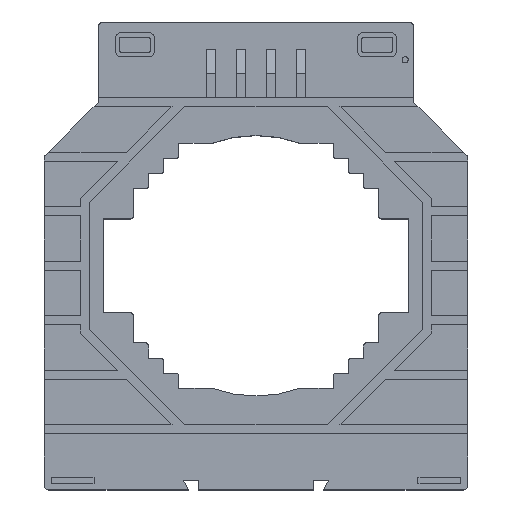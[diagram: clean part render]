
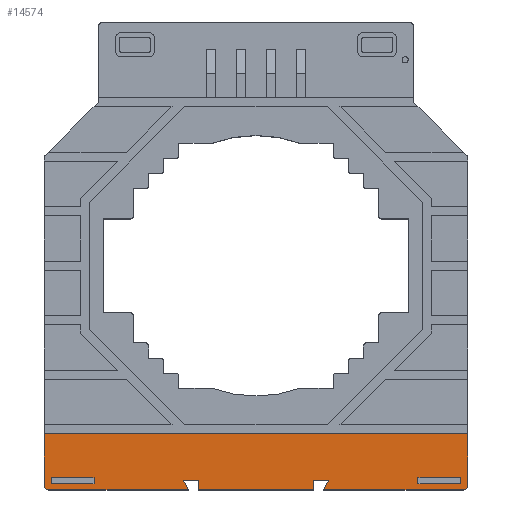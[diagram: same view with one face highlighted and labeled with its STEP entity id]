
A CAD part, top view. The second image highlights one B-rep face of the part: STEP entity #14574.
In plain terms, the highlighted planar face has unit normal (0, 0, 1).
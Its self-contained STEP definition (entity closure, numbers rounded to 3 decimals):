
#8693=CARTESIAN_POINT('',(68.501,0.0,18.5));
#8694=VERTEX_POINT('',#8693);
#8701=CARTESIAN_POINT('',(22.269,0.0,18.5));
#8702=VERTEX_POINT('',#8701);
#8703=CARTESIAN_POINT('',(68.501,0.0,18.5));
#8704=DIRECTION('',(-1.0,0.0,0.0));
#8705=VECTOR('',#8704,46.232);
#8706=LINE('',#8703,#8705);
#8707=EDGE_CURVE('',#8694,#8702,#8706,.T.);
#8724=CARTESIAN_POINT('',(70.001,1.501,18.5));
#8725=VERTEX_POINT('',#8724);
#8732=CARTESIAN_POINT('',(68.5,1.501,18.5));
#8733=DIRECTION('',(0.0,0.0,-1.0));
#8734=DIRECTION('',(0.707,-0.707,0.0));
#8735=AXIS2_PLACEMENT_3D('',#8732,#8733,#8734);
#8736=CIRCLE('',#8735,1.501);
#8737=EDGE_CURVE('',#8725,#8694,#8736,.T.);
#9085=CARTESIAN_POINT('',(70.001,18.5,18.5));
#9086=VERTEX_POINT('',#9085);
#9093=CARTESIAN_POINT('',(70.001,18.5,18.5));
#9094=DIRECTION('',(0.0,-1.0,0.0));
#9095=VECTOR('',#9094,16.999);
#9096=LINE('',#9093,#9095);
#9097=EDGE_CURVE('',#9086,#8725,#9096,.T.);
#11487=CARTESIAN_POINT('',(-70.,1.499,18.5));
#11488=VERTEX_POINT('',#11487);
#11495=CARTESIAN_POINT('',(-70.,18.5,18.5));
#11496=VERTEX_POINT('',#11495);
#11497=CARTESIAN_POINT('',(-70.,1.499,18.5));
#11498=DIRECTION('',(0.0,1.0,0.0));
#11499=VECTOR('',#11498,17.001);
#11500=LINE('',#11497,#11499);
#11501=EDGE_CURVE('',#11488,#11496,#11500,.T.);
#12757=CARTESIAN_POINT('',(53.5,4.,18.5));
#12758=VERTEX_POINT('',#12757);
#12765=CARTESIAN_POINT('',(53.5,2.001,18.5));
#12766=VERTEX_POINT('',#12765);
#12767=CARTESIAN_POINT('',(53.5,2.001,18.5));
#12768=DIRECTION('',(0.0,1.0,0.0));
#12769=VECTOR('',#12768,2.);
#12770=LINE('',#12767,#12769);
#12771=EDGE_CURVE('',#12766,#12758,#12770,.T.);
#12796=CARTESIAN_POINT('',(67.5,2.001,18.5));
#12797=VERTEX_POINT('',#12796);
#12798=CARTESIAN_POINT('',(67.5,2.001,18.5));
#12799=DIRECTION('',(-1.0,0.0,0.0));
#12800=VECTOR('',#12799,13.999);
#12801=LINE('',#12798,#12800);
#12802=EDGE_CURVE('',#12797,#12766,#12801,.T.);
#12827=CARTESIAN_POINT('',(67.5,4.,18.5));
#12828=VERTEX_POINT('',#12827);
#12829=CARTESIAN_POINT('',(67.5,4.,18.5));
#12830=DIRECTION('',(0.0,-1.0,0.0));
#12831=VECTOR('',#12830,2.);
#12832=LINE('',#12829,#12831);
#12833=EDGE_CURVE('',#12828,#12797,#12832,.T.);
#12856=CARTESIAN_POINT('',(53.5,4.,18.5));
#12857=DIRECTION('',(1.0,0.0,0.0));
#12858=VECTOR('',#12857,13.999);
#12859=LINE('',#12856,#12858);
#12860=EDGE_CURVE('',#12758,#12828,#12859,.T.);
#12893=CARTESIAN_POINT('',(-67.499,4.,18.5));
#12894=VERTEX_POINT('',#12893);
#12901=CARTESIAN_POINT('',(-67.499,2.001,18.5));
#12902=VERTEX_POINT('',#12901);
#12903=CARTESIAN_POINT('',(-67.499,2.001,18.5));
#12904=DIRECTION('',(0.0,1.0,0.0));
#12905=VECTOR('',#12904,2.);
#12906=LINE('',#12903,#12905);
#12907=EDGE_CURVE('',#12902,#12894,#12906,.T.);
#12932=CARTESIAN_POINT('',(-53.5,2.001,18.5));
#12933=VERTEX_POINT('',#12932);
#12934=CARTESIAN_POINT('',(-53.5,2.001,18.5));
#12935=DIRECTION('',(-1.0,0.0,0.0));
#12936=VECTOR('',#12935,13.999);
#12937=LINE('',#12934,#12936);
#12938=EDGE_CURVE('',#12933,#12902,#12937,.T.);
#12963=CARTESIAN_POINT('',(-53.5,4.,18.5));
#12964=VERTEX_POINT('',#12963);
#12965=CARTESIAN_POINT('',(-53.5,4.,18.5));
#12966=DIRECTION('',(0.0,-1.0,0.0));
#12967=VECTOR('',#12966,2.);
#12968=LINE('',#12965,#12967);
#12969=EDGE_CURVE('',#12964,#12933,#12968,.T.);
#12992=CARTESIAN_POINT('',(-67.499,4.,18.5));
#12993=DIRECTION('',(1.0,0.0,0.0));
#12994=VECTOR('',#12993,13.999);
#12995=LINE('',#12992,#12994);
#12996=EDGE_CURVE('',#12894,#12964,#12995,.T.);
#13720=CARTESIAN_POINT('',(70.001,18.5,18.5));
#13721=DIRECTION('',(-1.0,0.0,0.0));
#13722=VECTOR('',#13721,140.001);
#13723=LINE('',#13720,#13722);
#13724=EDGE_CURVE('',#9086,#11496,#13723,.T.);
#14479=CARTESIAN_POINT('',(0.,71.427,18.5));
#14480=DIRECTION('',(0.0,0.0,1.0));
#14481=DIRECTION('',(1.0,0.0,0.0));
#14482=AXIS2_PLACEMENT_3D('',#14479,#14480,#14481);
#14483=PLANE('',#14482);
#14484=ORIENTED_EDGE('',*,*,#13724,.T.);
#14485=ORIENTED_EDGE('',*,*,#11501,.F.);
#14486=CARTESIAN_POINT('',(-68.5,0.0,18.5));
#14487=VERTEX_POINT('',#14486);
#14488=CARTESIAN_POINT('',(-68.5,1.5,18.5));
#14489=DIRECTION('',(0.0,0.0,-1.0));
#14490=DIRECTION('',(-0.707,-0.707,0.0));
#14491=AXIS2_PLACEMENT_3D('',#14488,#14489,#14490);
#14492=CIRCLE('',#14491,1.5);
#14493=EDGE_CURVE('',#14487,#11488,#14492,.T.);
#14494=ORIENTED_EDGE('',*,*,#14493,.F.);
#14495=CARTESIAN_POINT('',(-22.268,0.0,18.5));
#14496=VERTEX_POINT('',#14495);
#14497=CARTESIAN_POINT('',(-22.268,0.0,18.5));
#14498=DIRECTION('',(-1.0,0.0,0.0));
#14499=VECTOR('',#14498,46.232);
#14500=LINE('',#14497,#14499);
#14501=EDGE_CURVE('',#14496,#14487,#14500,.T.);
#14502=ORIENTED_EDGE('',*,*,#14501,.F.);
#14503=CARTESIAN_POINT('',(-23.999,3.,18.5));
#14504=VERTEX_POINT('',#14503);
#14505=CARTESIAN_POINT('',(-23.999,3.,18.5));
#14506=DIRECTION('',(0.5,-0.866,0.0));
#14507=VECTOR('',#14506,3.464);
#14508=LINE('',#14505,#14507);
#14509=EDGE_CURVE('',#14504,#14496,#14508,.T.);
#14510=ORIENTED_EDGE('',*,*,#14509,.F.);
#14511=CARTESIAN_POINT('',(-19.,3.,18.5));
#14512=VERTEX_POINT('',#14511);
#14513=CARTESIAN_POINT('',(-19.,3.,18.5));
#14514=DIRECTION('',(-1.0,0.0,0.0));
#14515=VECTOR('',#14514,5.);
#14516=LINE('',#14513,#14515);
#14517=EDGE_CURVE('',#14512,#14504,#14516,.T.);
#14518=ORIENTED_EDGE('',*,*,#14517,.F.);
#14519=CARTESIAN_POINT('',(-19.,0.0,18.5));
#14520=VERTEX_POINT('',#14519);
#14521=CARTESIAN_POINT('',(-19.,0.0,18.5));
#14522=DIRECTION('',(0.0,1.0,0.0));
#14523=VECTOR('',#14522,3.);
#14524=LINE('',#14521,#14523);
#14525=EDGE_CURVE('',#14520,#14512,#14524,.T.);
#14526=ORIENTED_EDGE('',*,*,#14525,.F.);
#14527=CARTESIAN_POINT('',(19.,0.0,18.5));
#14528=VERTEX_POINT('',#14527);
#14529=CARTESIAN_POINT('',(19.,0.0,18.5));
#14530=DIRECTION('',(-1.0,0.0,0.0));
#14531=VECTOR('',#14530,38.);
#14532=LINE('',#14529,#14531);
#14533=EDGE_CURVE('',#14528,#14520,#14532,.T.);
#14534=ORIENTED_EDGE('',*,*,#14533,.F.);
#14535=CARTESIAN_POINT('',(19.,3.,18.5));
#14536=VERTEX_POINT('',#14535);
#14537=CARTESIAN_POINT('',(19.,3.,18.5));
#14538=DIRECTION('',(0.0,-1.0,0.0));
#14539=VECTOR('',#14538,3.);
#14540=LINE('',#14537,#14539);
#14541=EDGE_CURVE('',#14536,#14528,#14540,.T.);
#14542=ORIENTED_EDGE('',*,*,#14541,.F.);
#14543=CARTESIAN_POINT('',(24.,3.,18.5));
#14544=VERTEX_POINT('',#14543);
#14545=CARTESIAN_POINT('',(24.,3.,18.5));
#14546=DIRECTION('',(-1.0,0.0,0.0));
#14547=VECTOR('',#14546,5.);
#14548=LINE('',#14545,#14547);
#14549=EDGE_CURVE('',#14544,#14536,#14548,.T.);
#14550=ORIENTED_EDGE('',*,*,#14549,.F.);
#14551=CARTESIAN_POINT('',(22.269,0.0,18.5));
#14552=DIRECTION('',(0.5,0.866,0.0));
#14553=VECTOR('',#14552,3.464);
#14554=LINE('',#14551,#14553);
#14555=EDGE_CURVE('',#8702,#14544,#14554,.T.);
#14556=ORIENTED_EDGE('',*,*,#14555,.F.);
#14557=ORIENTED_EDGE('',*,*,#8707,.F.);
#14558=ORIENTED_EDGE('',*,*,#8737,.F.);
#14559=ORIENTED_EDGE('',*,*,#9097,.F.);
#14560=EDGE_LOOP('',(#14484,#14485,#14494,#14502,#14510,#14518,#14526,#14534,#14542,#14550,#14556,#14557,#14558,#14559));
#14561=FACE_OUTER_BOUND('',#14560,.T.);
#14562=ORIENTED_EDGE('',*,*,#12771,.T.);
#14563=ORIENTED_EDGE('',*,*,#12860,.T.);
#14564=ORIENTED_EDGE('',*,*,#12833,.T.);
#14565=ORIENTED_EDGE('',*,*,#12802,.T.);
#14566=EDGE_LOOP('',(#14562,#14563,#14564,#14565));
#14567=FACE_BOUND('',#14566,.T.);
#14568=ORIENTED_EDGE('',*,*,#12907,.T.);
#14569=ORIENTED_EDGE('',*,*,#12996,.T.);
#14570=ORIENTED_EDGE('',*,*,#12969,.T.);
#14571=ORIENTED_EDGE('',*,*,#12938,.T.);
#14572=EDGE_LOOP('',(#14568,#14569,#14570,#14571));
#14573=FACE_BOUND('',#14572,.T.);
#14574=ADVANCED_FACE('',(#14561,#14567,#14573),#14483,.T.);
